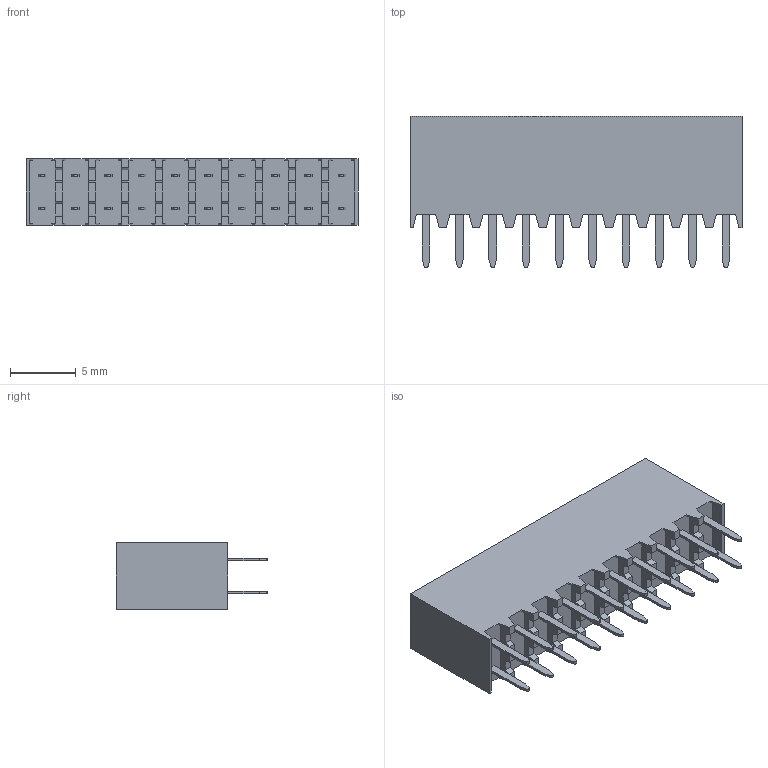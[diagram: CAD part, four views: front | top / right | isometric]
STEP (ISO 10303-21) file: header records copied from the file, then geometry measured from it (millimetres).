
FILE_DESCRIPTION((''),'2;1');
FILE_NAME('87606-Y10_SW0001','2009-09-29T',('sspandia'),('FCI - ELX Division'),'PRO/ENGINEER BY PARAMETRIC TECHNOLOGY CORPORATION, 2008010','PRO/ENGINEER BY PARAMETRIC TECHNOLOGY CORPORATION, 2008010','');
FILE_SCHEMA(('CONFIG_CONTROL_DESIGN'));
Length unit declared in the file: millimetre
Products named in the file (1): 87606-Y10_SW0001
Bounding box: 25.32 x 11.56 x 5.08 mm (x, y, z)
Volume: 968.3 mm3; surface area: 999.9 mm2
Topology: 1 solids, 1 shells, 518 faces, 1308 edges, 832 vertices
Faces by surface type: plane 498, cylinder 20
Entity records: 15130 total; most frequent: CARTESIAN_POINT 2658, ORIENTED_EDGE 2616, DIRECTION 2384, EDGE_CURVE 1308, VECTOR 1268, LINE 1268, VERTEX_POINT 832, AXIS2_PLACEMENT_3D 558
